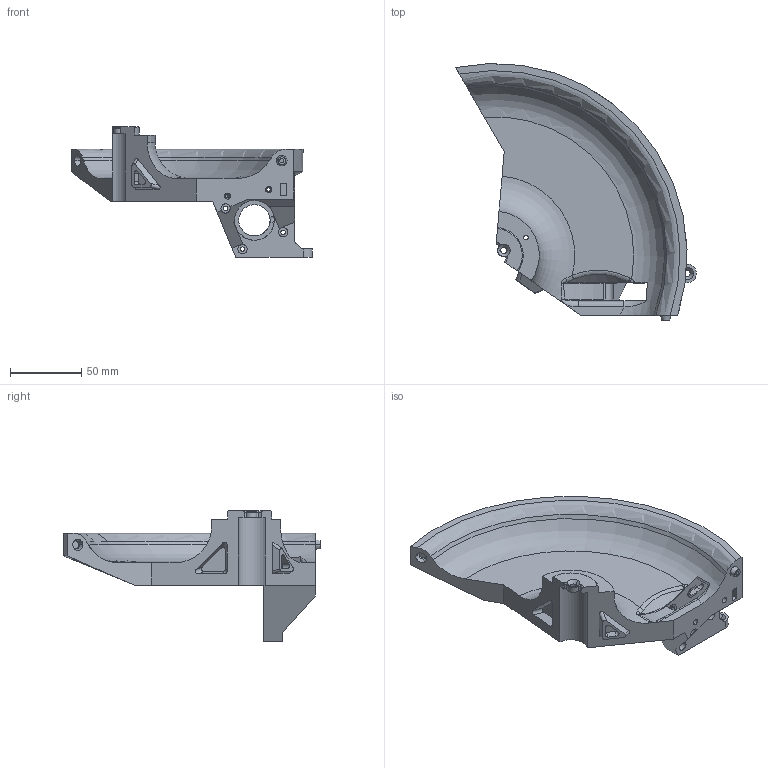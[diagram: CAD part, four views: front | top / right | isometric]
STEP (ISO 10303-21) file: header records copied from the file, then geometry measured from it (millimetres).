
FILE_DESCRIPTION((''),'2;1');
FILE_NAME('MWS_021_P_003','2023-08-22T19:14:46',('eottonello'),(''),'CREO PARAMETRIC BY PTC INC, 2022284','CREO PARAMETRIC BY PTC INC, 2022284','');
FILE_SCHEMA(('CONFIG_CONTROL_DESIGN'));
Length unit declared in the file: millimetre
Products named in the file (1): MWS_021_P_003
Bounding box: 169.26 x 180.63 x 92 mm (x, y, z)
Volume: 216908.5 mm3; surface area: 119877.8 mm2
Topology: 1 solids, 3 shells, 959 faces, 2585 edges, 1707 vertices
Faces by surface type: plane 452, cylinder 351, torus 104, cone 43, bspline 9
Entity records: 37857 total; most frequent: CARTESIAN_POINT 14763, ORIENTED_EDGE 5168, DIRECTION 4225, EDGE_CURVE 2584, VERTEX_POINT 1707, AXIS2_PLACEMENT_3D 1504, VECTOR 1217, LINE 1217
